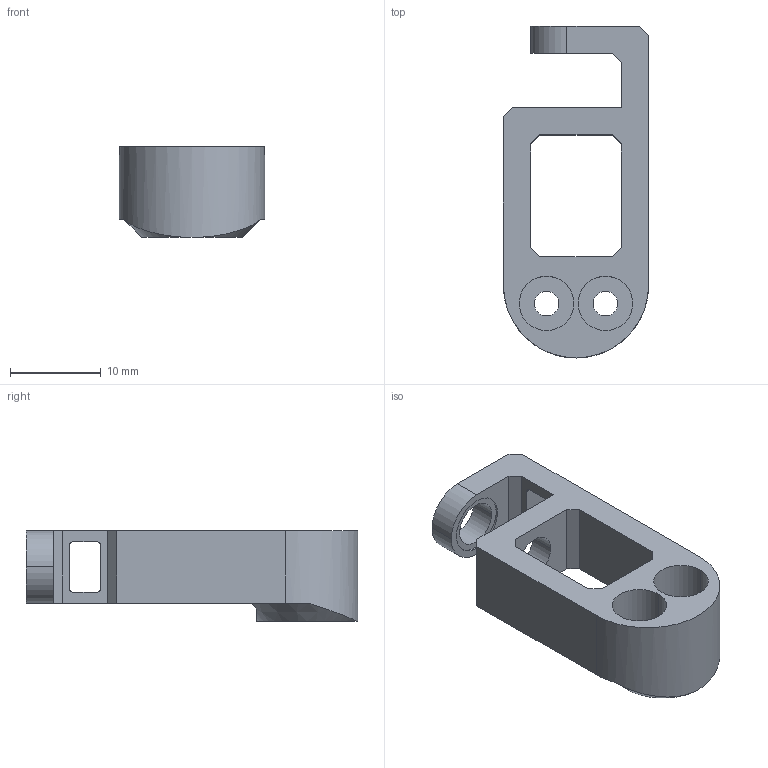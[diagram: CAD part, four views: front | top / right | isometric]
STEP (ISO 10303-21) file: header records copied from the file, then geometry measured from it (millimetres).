
FILE_DESCRIPTION (( 'STEP AP214' ), '1' );
FILE_NAME ('Magnet Holder.STEP', '2026-01-07T21:14:22', ( '' ), ( '' ), 'SwSTEP 2.0', 'SolidWorks 2025', '' );
FILE_SCHEMA (( 'AUTOMOTIVE_DESIGN' ));
Length unit declared in the file: millimetre
Products named in the file (1): Magnet Holder
Bounding box: 16 x 36.57 x 10 mm (x, y, z)
Volume: 2268.4 mm3; surface area: 2338.5 mm2
Topology: 1 solids, 1 shells, 54 faces, 145 edges, 96 vertices
Faces by surface type: plane 28, cylinder 23, cone 3
Entity records: 1789 total; most frequent: CARTESIAN_POINT 344, DIRECTION 302, ORIENTED_EDGE 290, EDGE_CURVE 145, AXIS2_PLACEMENT_3D 108, VERTEX_POINT 96, LINE 86, VECTOR 86
